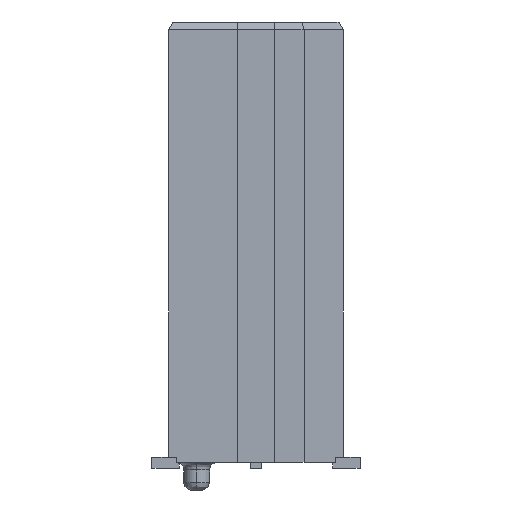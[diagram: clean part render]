
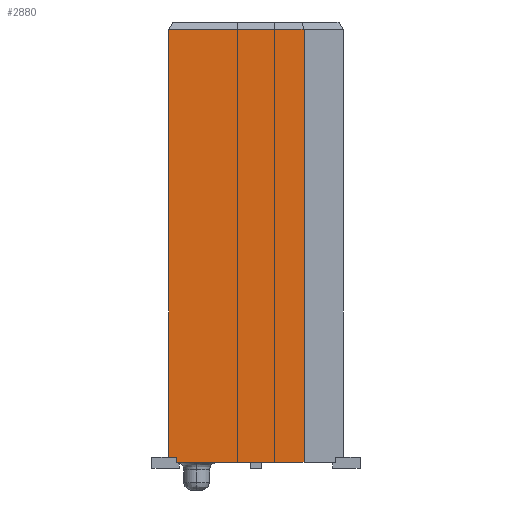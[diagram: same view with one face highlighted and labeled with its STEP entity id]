
A CAD part, left-side view. The second image highlights one B-rep face of the part: STEP entity #2880.
In plain terms, the highlighted planar face has unit normal (-1, 0, 0).
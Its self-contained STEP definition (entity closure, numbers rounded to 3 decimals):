
#575=CARTESIAN_POINT('',(-39.977,2.728,0.209));
#576=VERTEX_POINT('',#575);
#641=CARTESIAN_POINT('',(-39.977,-1.639,0.209));
#642=VERTEX_POINT('',#641);
#649=CARTESIAN_POINT('',(-39.977,2.728,0.209));
#650=DIRECTION('',(0.0,-1.0,0.0));
#651=VECTOR('',#650,4.368);
#652=LINE('',#649,#651);
#653=EDGE_CURVE('',#576,#642,#652,.T.);
#2518=CARTESIAN_POINT('',(-39.977,2.728,0.387));
#2519=VERTEX_POINT('',#2518);
#2537=CARTESIAN_POINT('',(-39.977,2.728,0.387));
#2538=DIRECTION('',(0.0,0.0,-1.0));
#2539=VECTOR('',#2538,0.178);
#2540=LINE('',#2537,#2539);
#2541=EDGE_CURVE('',#2519,#576,#2540,.T.);
#2553=CARTESIAN_POINT('',(-39.977,2.982,0.387));
#2554=VERTEX_POINT('',#2553);
#2568=CARTESIAN_POINT('',(-39.977,2.982,0.387));
#2569=DIRECTION('',(0.0,-1.0,0.0));
#2570=VECTOR('',#2569,0.254);
#2571=LINE('',#2568,#2570);
#2572=EDGE_CURVE('',#2554,#2519,#2571,.T.);
#2704=CARTESIAN_POINT('',(-39.977,-1.639,14.996));
#2705=VERTEX_POINT('',#2704);
#2735=CARTESIAN_POINT('',(-39.977,2.982,14.996));
#2736=VERTEX_POINT('',#2735);
#2743=CARTESIAN_POINT('',(-39.977,2.982,14.996));
#2744=DIRECTION('',(0.0,-1.0,0.0));
#2745=VECTOR('',#2744,4.621);
#2746=LINE('',#2743,#2745);
#2747=EDGE_CURVE('',#2736,#2705,#2746,.T.);
#2851=CARTESIAN_POINT('',(-39.977,-1.639,0.209));
#2852=DIRECTION('',(0.0,0.0,1.0));
#2853=VECTOR('',#2852,14.787);
#2854=LINE('',#2851,#2853);
#2855=EDGE_CURVE('',#642,#2705,#2854,.T.);
#2862=CARTESIAN_POINT('',(-39.977,-1.639,11.189));
#2863=DIRECTION('',(-1.0,0.0,0.0));
#2864=DIRECTION('',(0.0,0.0,-1.0));
#2865=AXIS2_PLACEMENT_3D('',#2862,#2863,#2864);
#2866=PLANE('',#2865);
#2867=ORIENTED_EDGE('',*,*,#2541,.T.);
#2868=ORIENTED_EDGE('',*,*,#653,.T.);
#2869=ORIENTED_EDGE('',*,*,#2855,.T.);
#2870=ORIENTED_EDGE('',*,*,#2747,.F.);
#2871=CARTESIAN_POINT('',(-39.977,2.982,0.387));
#2872=DIRECTION('',(0.0,0.0,1.0));
#2873=VECTOR('',#2872,14.609);
#2874=LINE('',#2871,#2873);
#2875=EDGE_CURVE('',#2554,#2736,#2874,.T.);
#2876=ORIENTED_EDGE('',*,*,#2875,.F.);
#2877=ORIENTED_EDGE('',*,*,#2572,.T.);
#2878=EDGE_LOOP('',(#2867,#2868,#2869,#2870,#2876,#2877));
#2879=FACE_OUTER_BOUND('',#2878,.T.);
#2880=ADVANCED_FACE('',(#2879),#2866,.T.);
